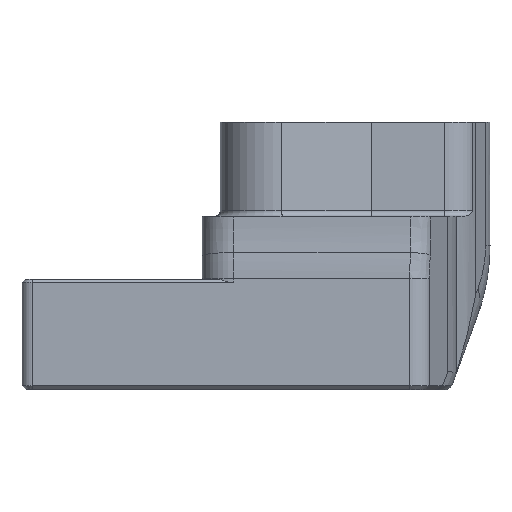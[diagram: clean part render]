
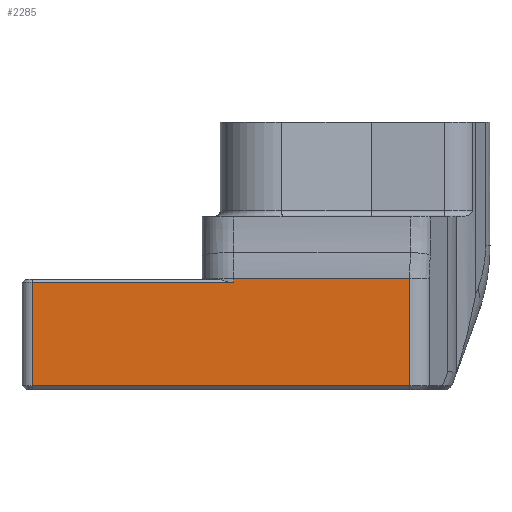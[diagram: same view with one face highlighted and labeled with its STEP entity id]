
A CAD part, left-side view. The second image highlights one B-rep face of the part: STEP entity #2285.
In plain terms, the highlighted planar face has unit normal (-1, 0, 0).
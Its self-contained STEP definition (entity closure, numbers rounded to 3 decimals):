
#357=FACE_OUTER_BOUND('',#510,.T.);
#510=EDGE_LOOP('',(#2002,#2003,#2004,#2005,#2006,#2007));
#699=LINE('',#4111,#892);
#703=LINE('',#4123,#896);
#704=LINE('',#4126,#897);
#705=LINE('',#4131,#898);
#706=LINE('',#4134,#899);
#707=LINE('',#4135,#900);
#892=VECTOR('',#3153,10.);
#896=VECTOR('',#3167,10.);
#897=VECTOR('',#3170,7.5);
#898=VECTOR('',#3177,24.);
#899=VECTOR('',#3182,10.);
#900=VECTOR('',#3183,10.);
#1068=VERTEX_POINT('',#3894);
#1116=VERTEX_POINT('',#4107);
#1117=VERTEX_POINT('',#4109);
#1120=VERTEX_POINT('',#4121);
#1121=VERTEX_POINT('',#4125);
#1122=VERTEX_POINT('',#4129);
#1417=EDGE_CURVE('',#1116,#1117,#699,.T.);
#1423=EDGE_CURVE('',#1068,#1120,#703,.T.);
#1424=EDGE_CURVE('',#1121,#1068,#704,.T.);
#1427=EDGE_CURVE('',#1117,#1122,#705,.T.);
#1429=EDGE_CURVE('',#1120,#1116,#706,.T.);
#1430=EDGE_CURVE('',#1122,#1121,#707,.T.);
#2002=ORIENTED_EDGE('',*,*,#1429,.T.);
#2003=ORIENTED_EDGE('',*,*,#1417,.T.);
#2004=ORIENTED_EDGE('',*,*,#1427,.T.);
#2005=ORIENTED_EDGE('',*,*,#1430,.T.);
#2006=ORIENTED_EDGE('',*,*,#1424,.T.);
#2007=ORIENTED_EDGE('',*,*,#1423,.T.);
#2172=PLANE('',#2547);
#2285=ADVANCED_FACE('',(#357),#2172,.F.);
#2547=AXIS2_PLACEMENT_3D('',#4133,#3180,#3181);
#3153=DIRECTION('',(0.,0.,1.));
#3167=DIRECTION('',(0.,0.,-1.));
#3170=DIRECTION('',(0.,1.,0.));
#3177=DIRECTION('',(0.,1.,0.));
#3180=DIRECTION('center_axis',(1.,0.,0.));
#3181=DIRECTION('ref_axis',(0.,1.,0.));
#3182=DIRECTION('',(0.,-1.,0.));
#3183=DIRECTION('',(0.,0.,-1.));
#3894=CARTESIAN_POINT('',(-53.393,-11.238,-29.554));
#4107=CARTESIAN_POINT('',(-53.393,-47.055,-39.354));
#4109=CARTESIAN_POINT('',(-53.393,-47.055,-29.184));
#4111=CARTESIAN_POINT('',(-53.393,-47.055,-27.154));
#4121=CARTESIAN_POINT('',(-53.393,-11.238,-39.354));
#4123=CARTESIAN_POINT('',(-53.393,-11.238,-39.754));
#4125=CARTESIAN_POINT('',(-53.393,-30.338,-29.554));
#4126=CARTESIAN_POINT('',(-53.393,-35.892,-29.554));
#4129=CARTESIAN_POINT('',(-53.393,-30.338,-29.184));
#4131=CARTESIAN_POINT('',(-53.393,-136.27,-29.184));
#4133=CARTESIAN_POINT('Origin',(-53.393,-40.146,-39.754));
#4134=CARTESIAN_POINT('',(-53.393,-37.15,-39.354));
#4135=CARTESIAN_POINT('',(-53.393,-30.338,-34.504));
